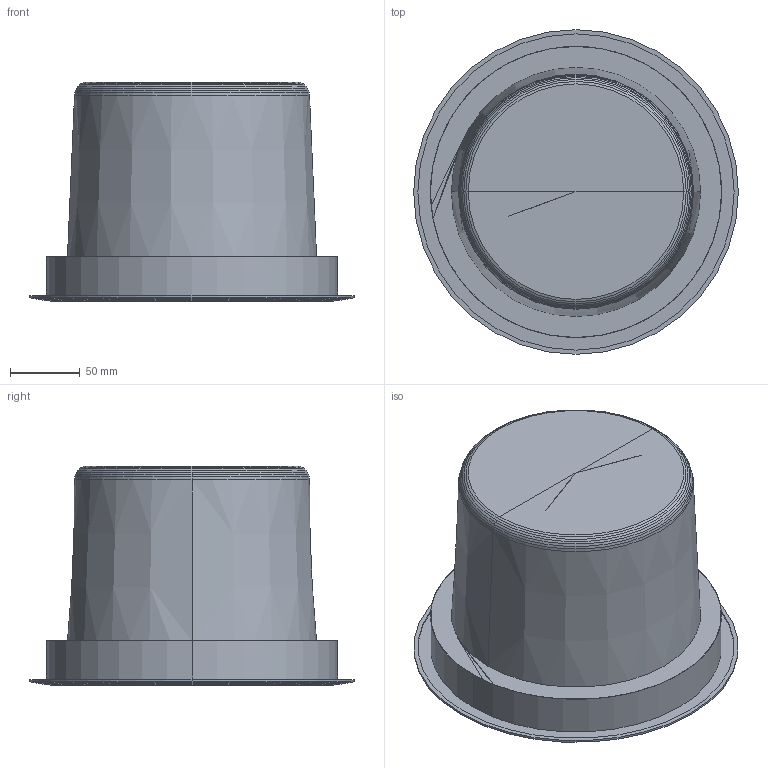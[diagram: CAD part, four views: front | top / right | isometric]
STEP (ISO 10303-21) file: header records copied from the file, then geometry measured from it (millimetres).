
FILE_DESCRIPTION (( 'STEP AP214' ), '1' );
FILE_NAME ('DL_POWER_LED_IP.STEP', '2018-07-04T08:47:40', ( '' ), ( '' ), 'SwSTEP 2.0', 'SolidWorks 2013', '' );
FILE_SCHEMA (( 'AUTOMOTIVE_DESIGN' ));
Length unit declared in the file: millimetre
Products named in the file (1): DL_POWER_LED_IP
Bounding box: 232 x 232 x 156.7 mm (x, y, z)
Surface area: 195740.8 mm2 (no closed solid volume)
Topology: 0 solids, 21 shells, 86 faces, 277 edges, 181 vertices
Faces by surface type: cone 60, bspline 15, cylinder 6, plane 5
Entity records: 4527 total; most frequent: CARTESIAN_POINT 1413, DIRECTION 436, ORIENTED_EDGE 376, EDGE_CURVE 246, VERTEX_POINT 181, AXIS2_PLACEMENT_3D 148, LINE 140, VECTOR 140
